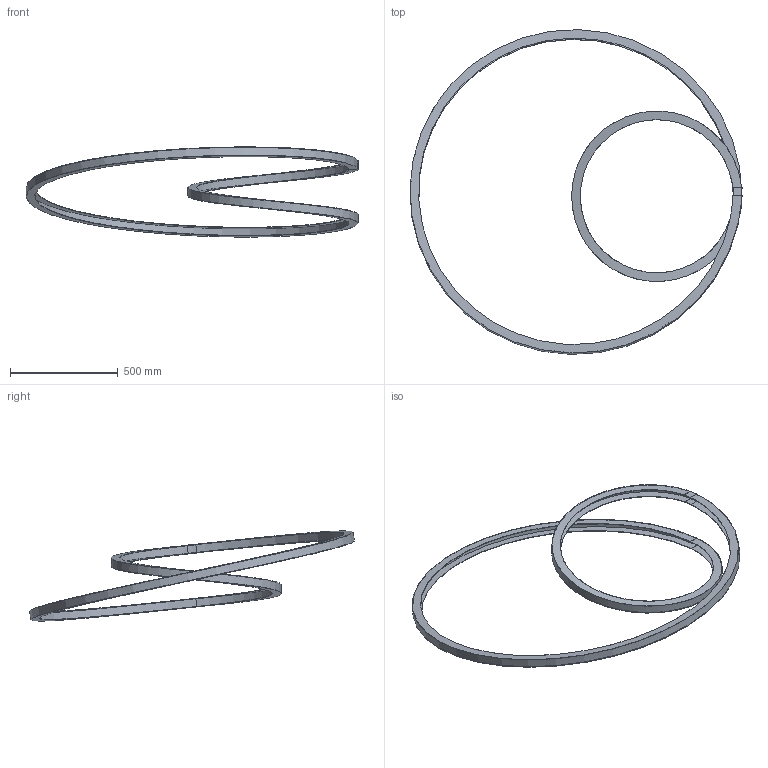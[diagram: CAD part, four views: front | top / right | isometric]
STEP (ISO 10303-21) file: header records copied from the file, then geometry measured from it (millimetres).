
FILE_DESCRIPTION(/* description */ ('Unknown'),/* implementation_level */ '2;1');
FILE_NAME(/* name */ 'Doppelkurve ',/* time_stamp */ '2017-04-02T14:10:43+02:00',/* author */ ('Unknown'),/* organization */ ('Unknown'),/* preprocessor_version */ 'ST-DEVELOPER v16',/* originating_system */ 'DEX',/* authorisation */ $);
FILE_SCHEMA (('AUTOMOTIVE_DESIGN {1 0 10303 214 3 1 1}'));
Length unit declared in the file: millimetre
Products named in the file (3): Asm9; 750 V1 ; 1500 V1 
Assembly tree (2 placements, depth 2):
  Asm9
    750 V1 
    1500 V1 
Bounding box: 1539.81 x 1506.93 x 418.76 mm (x, y, z)
Volume: 1661538.9 mm3; surface area: 1689870 mm2
Topology: 2 solids, 2 shells, 20 faces, 48 edges, 32 vertices
Faces by surface type: bspline 16, plane 4
Entity records: 4967 total; most frequent: CARTESIAN_POINT 4535, ORIENTED_EDGE 96, EDGE_CURVE 48, DIRECTION 46, VERTEX_POINT 32, LINE 32, VECTOR 32, EDGE_LOOP 20
